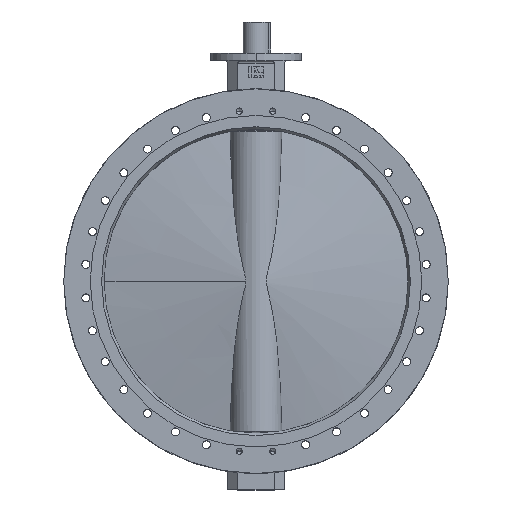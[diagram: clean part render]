
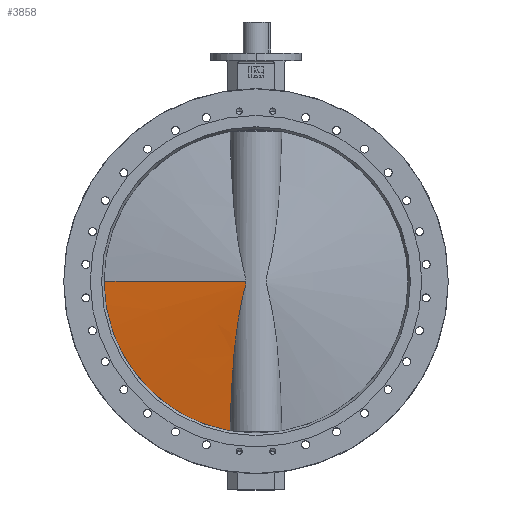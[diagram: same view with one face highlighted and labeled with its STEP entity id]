
A CAD part, top view. The second image highlights one B-rep face of the part: STEP entity #3858.
In plain terms, the highlighted conical face has half-angle 81.264 degrees and reference radius 588.952 mm.
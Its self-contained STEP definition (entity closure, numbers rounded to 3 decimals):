
#1030 = CARTESIAN_POINT ( 'NONE',  ( -91.965, 0., -39.274 ) ) ;
#1040 = CARTESIAN_POINT ( 'NONE',  ( -7.758, -578.751, -99.699 ) ) ;
#1044 = CARTESIAN_POINT ( 'NONE',  ( -7.758, 0., -587.275 ) ) ;
#1439 = CARTESIAN_POINT ( 'NONE',  ( -91.965, 0., -39.274 ) ) ;
#1440 = CARTESIAN_POINT ( 'NONE',  ( -91.965, -1.52, -39.274 ) ) ;
#1444 = CARTESIAN_POINT ( 'NONE',  ( -91.944, -3.052, -39.324 ) ) ;
#1445 = CARTESIAN_POINT ( 'NONE',  ( -91.88, -5.367, -39.473 ) ) ;
#1446 = CARTESIAN_POINT ( 'NONE',  ( -91.853, -6.143, -39.535 ) ) ;
#1447 = CARTESIAN_POINT ( 'NONE',  ( -91.79, -7.685, -39.68 ) ) ;
#1448 = CARTESIAN_POINT ( 'NONE',  ( -91.754, -8.453, -39.764 ) ) ;
#1449 = CARTESIAN_POINT ( 'NONE',  ( -91.552, -12.281, -40.229 ) ) ;
#1450 = CARTESIAN_POINT ( 'NONE',  ( -91.322, -15.304, -40.752 ) ) ;
#1451 = CARTESIAN_POINT ( 'NONE',  ( -90.781, -21.31, -41.943 ) ) ;
#1452 = CARTESIAN_POINT ( 'NONE',  ( -90.47, -24.292, -42.612 ) ) ;
#1453 = CARTESIAN_POINT ( 'NONE',  ( -89.802, -30.241, -44.001 ) ) ;
#1454 = CARTESIAN_POINT ( 'NONE',  ( -89.445, -33.207, -44.724 ) ) ;
#1455 = CARTESIAN_POINT ( 'NONE',  ( -88.703, -39.134, -46.178 ) ) ;
#1456 = CARTESIAN_POINT ( 'NONE',  ( -88.318, -42.095, -46.91 ) ) ;
#1457 = CARTESIAN_POINT ( 'NONE',  ( -87.531, -48.017, -48.364 ) ) ;
#1458 = CARTESIAN_POINT ( 'NONE',  ( -87.128, -50.978, -49.086 ) ) ;
#1459 = CARTESIAN_POINT ( 'NONE',  ( -85.902, -59.866, -51.221 ) ) ;
#1460 = CARTESIAN_POINT ( 'NONE',  ( -85.061, -65.797, -52.603 ) ) ;
#1461 = CARTESIAN_POINT ( 'NONE',  ( -82.504, -83.615, -56.596 ) ) ;
#1462 = CARTESIAN_POINT ( 'NONE',  ( -80.753, -95.529, -59.053 ) ) ;
#1463 = CARTESIAN_POINT ( 'NONE',  ( -78.101, -113.45, -62.468 ) ) ;
#1464 = CARTESIAN_POINT ( 'NONE',  ( -77.212, -119.432, -63.562 ) ) ;
#1465 = CARTESIAN_POINT ( 'NONE',  ( -75.428, -131.411, -65.67 ) ) ;
#1466 = CARTESIAN_POINT ( 'NONE',  ( -74.532, -137.409, -66.684 ) ) ;
#1467 = CARTESIAN_POINT ( 'NONE',  ( -71.838, -155.408, -69.616 ) ) ;
#1468 = CARTESIAN_POINT ( 'NONE',  ( -70.034, -167.421, -71.424 ) ) ;
#1469 = CARTESIAN_POINT ( 'NONE',  ( -66.416, -191.468, -74.8 ) ) ;
#1470 = CARTESIAN_POINT ( 'NONE',  ( -64.603, -203.502, -76.367 ) ) ;
#1471 = CARTESIAN_POINT ( 'NONE',  ( -59.151, -239.634, -80.765 ) ) ;
#1472 = CARTESIAN_POINT ( 'NONE',  ( -55.503, -263.759, -83.292 ) ) ;
#1473 = CARTESIAN_POINT ( 'NONE',  ( -48.194, -312.067, -87.725 ) ) ;
#1474 = CARTESIAN_POINT ( 'NONE',  ( -44.531, -336.251, -89.628 ) ) ;
#1475 = CARTESIAN_POINT ( 'NONE',  ( -37.195, -384.667, -92.912 ) ) ;
#1476 = CARTESIAN_POINT ( 'NONE',  ( -33.522, -408.899, -94.293 ) ) ;
#1477 = CARTESIAN_POINT ( 'NONE',  ( -28.005, -445.281, -96.018 ) ) ;
#1478 = CARTESIAN_POINT ( 'NONE',  ( -26.165, -457.411, -96.535 ) ) ;
#1479 = CARTESIAN_POINT ( 'NONE',  ( -22.486, -481.673, -97.458 ) ) ;
#1480 = CARTESIAN_POINT ( 'NONE',  ( -20.645, -493.806, -97.864 ) ) ;
#1481 = CARTESIAN_POINT ( 'NONE',  ( -15.124, -530.205, -98.921 ) ) ;
#1482 = CARTESIAN_POINT ( 'NONE',  ( -11.441, -554.476, -99.412 ) ) ;
#1483 = CARTESIAN_POINT ( 'NONE',  ( -7.758, -578.751, -99.699 ) ) ;
#1484 = CARTESIAN_POINT ( 'NONE',  ( -7.5, 0., -588.952 ) ) ;
#1485 = DIRECTION ( 'NONE',  ( 0.152, 0., -0.988 ) ) ;
#1486 = CARTESIAN_POINT ( 'NONE',  ( -7.758, 0., 0. ) ) ;
#1487 = DIRECTION ( 'NONE',  ( -1., 0., 0. ) ) ;
#1488 = DIRECTION ( 'NONE',  ( 0., 0., 1. ) ) ;
#1621 = B_SPLINE_CURVE_WITH_KNOTS ( 'NONE', 3,
 ( #1439, #1440, #1444, #1445, #1446, #1447, #1448, #1449, #1450, #1451, #1452, #1453, #1454, #1455, #1456, #1457, #1458, #1459, #1460, #1461, #1462, #1463, #1464, #1465, #1466, #1467, #1468, #1469, #1470, #1471, #1472, #1473, #1474, #1475, #1476, #1477, #1478, #1479, #1480, #1481, #1482, #1483 ),
 .UNSPECIFIED., .F., .F.,
 ( 4, 2, 2, 2, 2, 2, 2, 2, 2, 2, 2, 2, 2, 2, 2, 2, 2, 2, 2, 2, 4 ),
 ( 0.65, 0.654, 0.656, 0.659, 0.668, 0.676, 0.685, 0.694, 0.703, 0.721, 0.757, 0.775, 0.792, 0.828, 0.864, 0.935, 1.007, 1.078, 1.114, 1.149, 1.221 ),
 .UNSPECIFIED. ) ;
#2308 = VERTEX_POINT ( 'NONE', #1030 ) ;
#2318 = VERTEX_POINT ( 'NONE', #1040 ) ;
#2322 = VERTEX_POINT ( 'NONE', #1044 ) ;
#2365 = EDGE_LOOP ( 'NONE', ( #8042, #8043, #8044 ) ) ;
#3379 = EDGE_CURVE ( 'NONE', #2308, #2318, #1621, .T. ) ;
#3380 = EDGE_CURVE ( 'NONE', #2308, #2322, #6175, .T. ) ;
#3381 = EDGE_CURVE ( 'NONE', #2322, #2318, #6170, .T. ) ;
#3858 = ADVANCED_FACE ( 'NONE', ( #8758 ), #8769, .T. ) ;
#4957 = AXIS2_PLACEMENT_3D ( 'NONE', #1486, #1487, #1488 ) ;
#6170 = CIRCLE ( 'NONE', #4957, 587.275 ) ;
#6175 = LINE ( 'NONE', #1484, #6176 ) ;
#6176 = VECTOR ( 'NONE', #1485, 1000. ) ;
#7346 = AXIS2_PLACEMENT_3D ( 'NONE', #8406, #8407, #8405 ) ;
#8042 = ORIENTED_EDGE ( 'NONE', *, *, #3379, .F. ) ;
#8043 = ORIENTED_EDGE ( 'NONE', *, *, #3380, .T. ) ;
#8044 = ORIENTED_EDGE ( 'NONE', *, *, #3381, .T. ) ;
#8405 = DIRECTION ( 'NONE',  ( 0., 0., -1. ) ) ;
#8406 = CARTESIAN_POINT ( 'NONE',  ( -7.5, 0., 0. ) ) ;
#8407 = DIRECTION ( 'NONE',  ( 1., 0., 0. ) ) ;
#8758 = FACE_OUTER_BOUND ( 'NONE', #2365, .T. ) ;
#8769 = CONICAL_SURFACE ( 'NONE', #7346, 588.952, 1.418 ) ;
